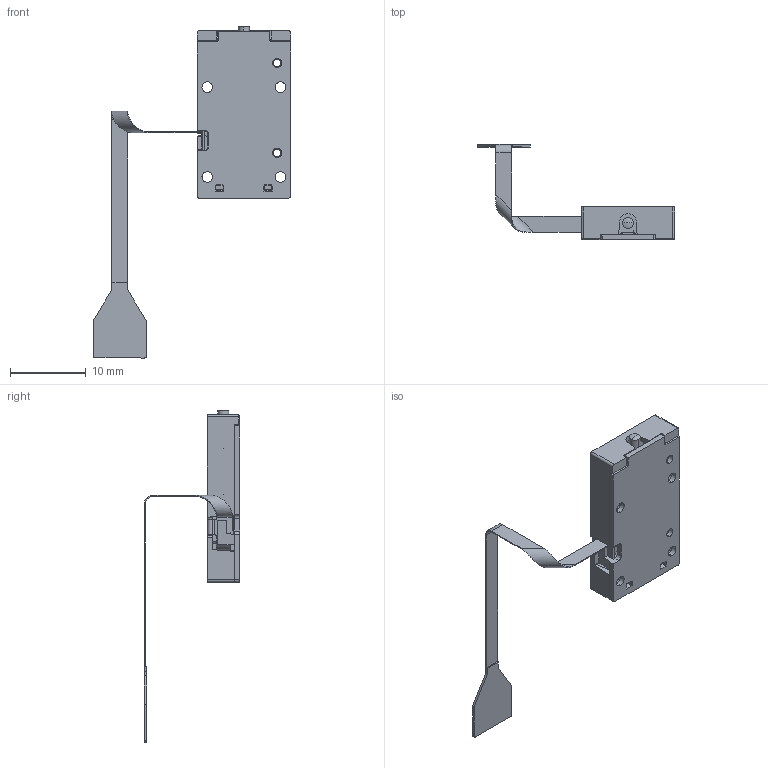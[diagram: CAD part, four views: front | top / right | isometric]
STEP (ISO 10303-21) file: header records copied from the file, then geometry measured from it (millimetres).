
FILE_DESCRIPTION (( 'STEP AP214' ), '1' );
FILE_NAME ('EDG413M100-01.STEP', '2015-12-08T09:38:55', ( '' ), ( '' ), 'SwSTEP 2.0', 'SolidWorks 2014', '' );
FILE_SCHEMA (( 'AUTOMOTIVE_DESIGN' ));
Length unit declared in the file: millimetre
Products named in the file (1): EDG413M100-01
Bounding box: 26.14 x 12.59 x 43.97 mm (x, y, z)
Surface area: 1941.1 mm2 (no closed solid volume)
Topology: 0 solids, 5 shells, 204 faces, 767 edges, 548 vertices
Faces by surface type: plane 137, cylinder 57, bspline 6, sphere 2, cone 2
Entity records: 10544 total; most frequent: CARTESIAN_POINT 1815, DIRECTION 1291, ORIENTED_EDGE 1254, EDGE_CURVE 767, VECTOR 583, LINE 583, VERTEX_POINT 548, AXIS2_PLACEMENT_3D 354
